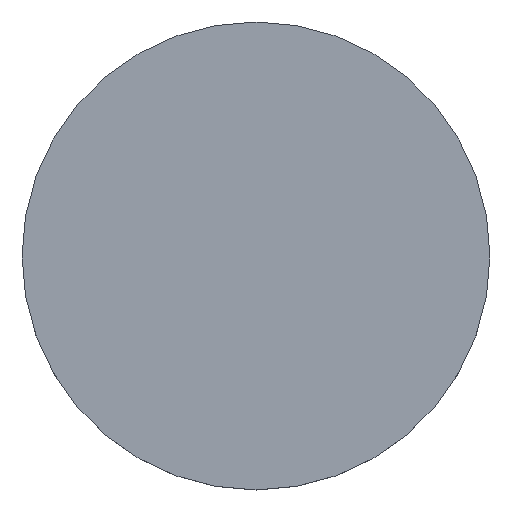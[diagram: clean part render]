
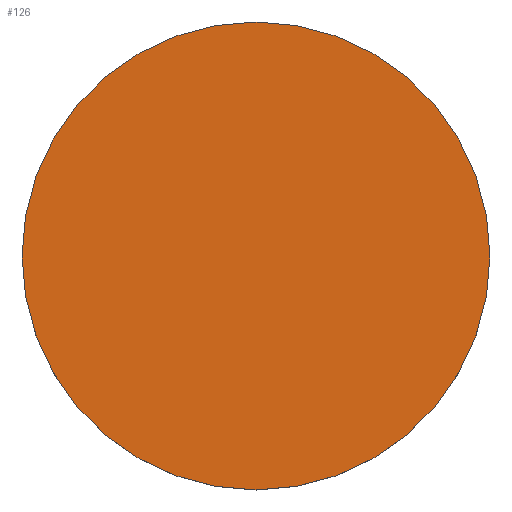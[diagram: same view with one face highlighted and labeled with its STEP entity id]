
A CAD part, top view. The second image highlights one B-rep face of the part: STEP entity #126.
In plain terms, the highlighted planar face has unit normal (0, 0, 1).
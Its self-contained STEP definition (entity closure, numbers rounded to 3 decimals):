
#4 = CARTESIAN_POINT ( 'NONE',  ( 0., 0., 4. ) ) ;
#18 = PLANE ( 'NONE',  #144 ) ;
#22 = DIRECTION ( 'NONE',  ( 0., 0., -1. ) ) ;
#53 = DIRECTION ( 'NONE',  ( 1., 0., 0. ) ) ;
#68 = DIRECTION ( 'NONE',  ( 0., 0., 1. ) ) ;
#86 = CARTESIAN_POINT ( 'NONE',  ( -19.05, 0., 4. ) ) ;
#88 = FACE_OUTER_BOUND ( 'NONE', #230, .T. ) ;
#98 = ORIENTED_EDGE ( 'NONE', *, *, #171, .F. ) ;
#100 = CIRCLE ( 'NONE', #115, 19.05 ) ;
#115 = AXIS2_PLACEMENT_3D ( 'NONE', #4, #22, #206 ) ;
#122 = VERTEX_POINT ( 'NONE', #86 ) ;
#123 = DIRECTION ( 'NONE',  ( 1., 0., 0. ) ) ;
#125 = CIRCLE ( 'NONE', #175, 19.05 ) ;
#126 = ADVANCED_FACE ( 'NONE', ( #88 ), #18, .T. ) ;
#144 = AXIS2_PLACEMENT_3D ( 'NONE', #218, #68, #123 ) ;
#153 = VERTEX_POINT ( 'NONE', #233 ) ;
#161 = ORIENTED_EDGE ( 'NONE', *, *, #188, .F. ) ;
#171 = EDGE_CURVE ( 'NONE', #122, #153, #125, .T. ) ;
#175 = AXIS2_PLACEMENT_3D ( 'NONE', #191, #223, #53 ) ;
#188 = EDGE_CURVE ( 'NONE', #153, #122, #100, .T. ) ;
#191 = CARTESIAN_POINT ( 'NONE',  ( 0., 0., 4. ) ) ;
#206 = DIRECTION ( 'NONE',  ( 1., 0., 0. ) ) ;
#218 = CARTESIAN_POINT ( 'NONE',  ( 0., 39.066, 4. ) ) ;
#223 = DIRECTION ( 'NONE',  ( 0., 0., -1. ) ) ;
#230 = EDGE_LOOP ( 'NONE', ( #161, #98 ) ) ;
#233 = CARTESIAN_POINT ( 'NONE',  ( 19.05, 0., 4. ) ) ;
